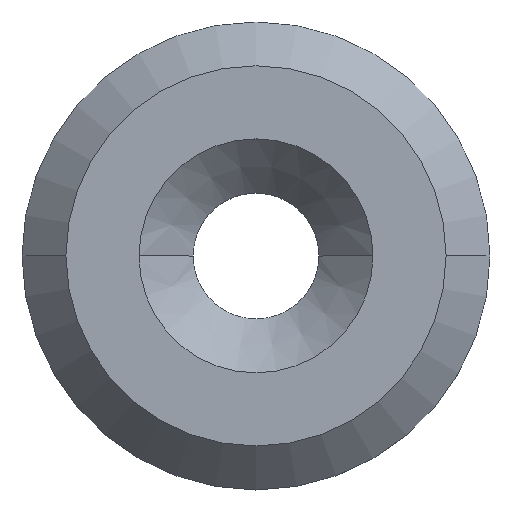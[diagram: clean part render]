
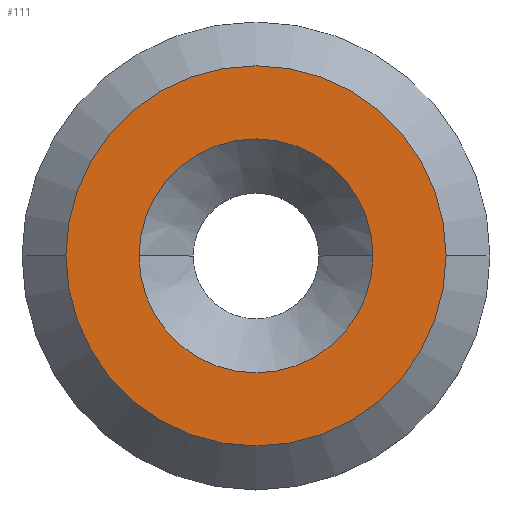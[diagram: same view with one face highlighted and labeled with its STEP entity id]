
A CAD part, top view. The second image highlights one B-rep face of the part: STEP entity #111.
In plain terms, the highlighted planar face has unit normal (0, 0, 1).
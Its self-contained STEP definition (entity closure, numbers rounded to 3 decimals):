
#105=EDGE_CURVE('',#157,#143,#228,.T.);
#107=EDGE_CURVE('',#125,#115,#230,.T.);
#111=ADVANCED_FACE('',(#234,#235),#236,.T.);
#115=VERTEX_POINT('',#240);
#125=VERTEX_POINT('',#253);
#143=VERTEX_POINT('',#271);
#145=EDGE_CURVE('',#115,#125,#273,.T.);
#153=EDGE_CURVE('',#143,#157,#283,.T.);
#157=VERTEX_POINT('',#287);
#228=CIRCLE('',#364,4.0);
#230=CIRCLE('',#367,6.5);
#234=FACE_BOUND('',#371,.T.);
#235=FACE_OUTER_BOUND('',#372,.T.);
#236=PLANE('',#373);
#240=CARTESIAN_POINT('',(-6.5,0.,3.));
#253=CARTESIAN_POINT('',(6.5,0.,3.));
#271=CARTESIAN_POINT('',(4.,0.,3.));
#273=CIRCLE('',#421,6.5);
#283=CIRCLE('',#433,4.0);
#287=CARTESIAN_POINT('',(-4.,0.,3.));
#364=AXIS2_PLACEMENT_3D('',#522,#523,#524);
#367=AXIS2_PLACEMENT_3D('',#525,#526,#527);
#371=EDGE_LOOP('',(#529,#530));
#372=EDGE_LOOP('',(#531,#532));
#373=AXIS2_PLACEMENT_3D('',#533,#534,#535);
#421=AXIS2_PLACEMENT_3D('',#567,#568,#569);
#433=AXIS2_PLACEMENT_3D('',#589,#590,#591);
#522=CARTESIAN_POINT('',(0.,0.,3.));
#523=DIRECTION('',(0.,0.,1.0));
#524=DIRECTION('',(-1.0,0.,0.));
#525=CARTESIAN_POINT('',(0.,0.,3.));
#526=DIRECTION('',(0.,0.,1.0));
#527=DIRECTION('',(-1.0,0.,0.));
#529=ORIENTED_EDGE('',*,*,#105,.F.);
#530=ORIENTED_EDGE('',*,*,#153,.F.);
#531=ORIENTED_EDGE('',*,*,#145,.T.);
#532=ORIENTED_EDGE('',*,*,#107,.T.);
#533=CARTESIAN_POINT('',(-5.25,0.,3.));
#534=DIRECTION('',(0.,0.,1.0));
#535=DIRECTION('',(-1.0,0.,0.0));
#567=CARTESIAN_POINT('',(0.,0.,3.));
#568=DIRECTION('',(0.,0.,1.0));
#569=DIRECTION('',(-1.0,0.,0.));
#589=CARTESIAN_POINT('',(0.,0.,3.));
#590=DIRECTION('',(0.,0.,1.0));
#591=DIRECTION('',(-1.0,0.,0.));
